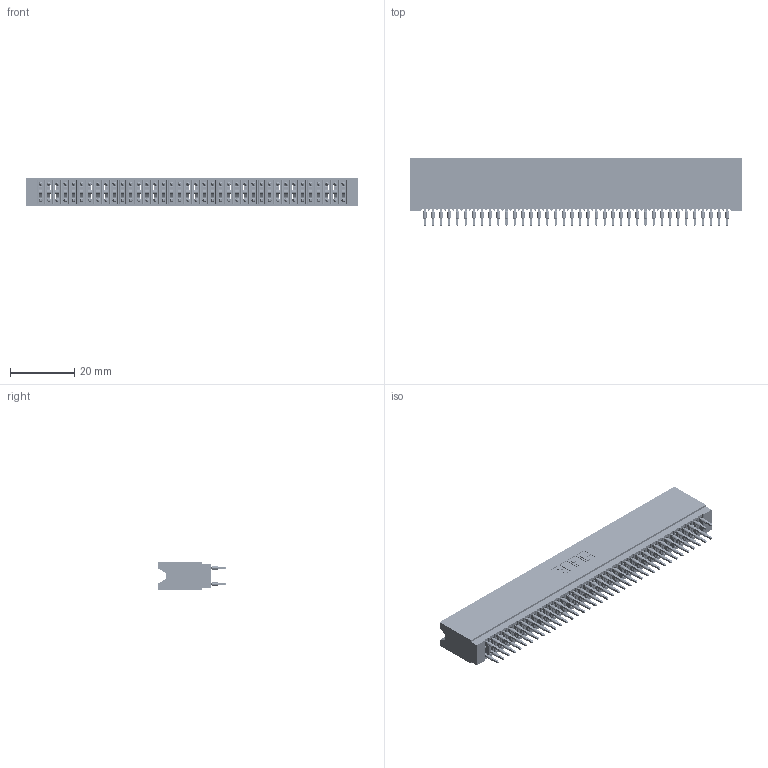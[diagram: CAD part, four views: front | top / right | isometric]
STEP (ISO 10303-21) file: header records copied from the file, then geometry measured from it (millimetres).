
FILE_DESCRIPTION (( 'STEP AP203' ), '1' );
FILE_NAME ('745-076-560-206.STEP', '2026-02-26T20:19:18', ( '' ), ( '' ), 'SwSTEP 2.0', 'SolidWorks 2023', '' );
FILE_SCHEMA (( 'CONFIG_CONTROL_DESIGN' ));
Length unit declared in the file: millimetre
Products named in the file (3): 745-076-560-206; 745-292-001_560; 745 Part_Insulator Option - 06
Assembly tree (77 placements, depth 2):
  745-076-560-206
    745 Part_Insulator Option - 06
    745-292-001_560  x76
Bounding box: 103.12 x 21.22 x 8.89 mm (x, y, z)
Volume: 9569.8 mm3; surface area: 20588.2 mm2
Topology: 77 solids, 77 shells, 7582 faces, 20742 edges, 13168 vertices
Faces by surface type: plane 3932, cylinder 1674, bspline 1520, torus 456
Entity records: 64863 total; most frequent: CARTESIAN_POINT 11756, ORIENTED_EDGE 11184, DIRECTION 9778, EDGE_CURVE 5592, VECTOR 5174, LINE 5174, VERTEX_POINT 3568, AXIS2_PLACEMENT_3D 2302
